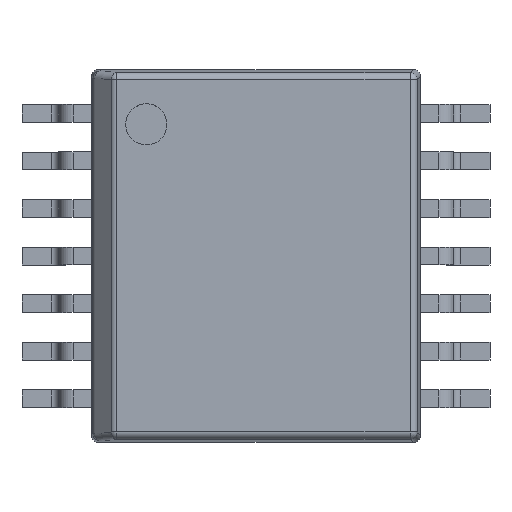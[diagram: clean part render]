
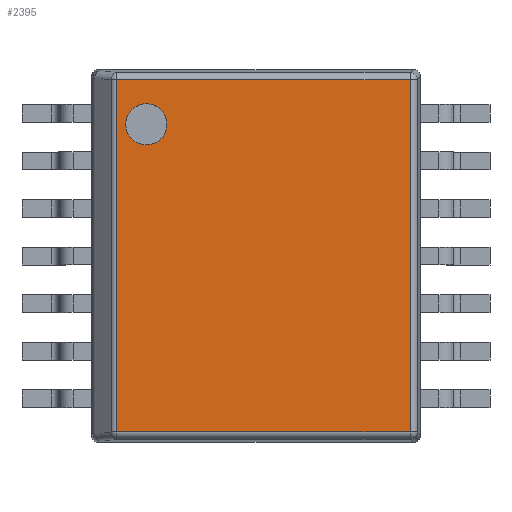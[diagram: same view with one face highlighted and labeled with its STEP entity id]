
A CAD part, top view. The second image highlights one B-rep face of the part: STEP entity #2395.
In plain terms, the highlighted planar face has unit normal (0, 0, 1).
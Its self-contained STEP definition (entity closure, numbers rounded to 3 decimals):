
#2218 = VERTEX_POINT('',#2219);
#2219 = CARTESIAN_POINT('',(0.341,4.957,1.2));
#2226 = EDGE_CURVE('',#2218,#2227,#2229,.T.);
#2227 = VERTEX_POINT('',#2228);
#2228 = CARTESIAN_POINT('',(4.357,4.957,1.2));
#2229 = LINE('',#2230,#2231);
#2230 = CARTESIAN_POINT('',(0.3,4.957,1.2));
#2231 = VECTOR('',#2232,1.);
#2232 = DIRECTION('',(1.,0.,0.));
#2293 = VERTEX_POINT('',#2294);
#2294 = CARTESIAN_POINT('',(4.357,0.143,1.2));
#2301 = EDGE_CURVE('',#2302,#2293,#2304,.T.);
#2302 = VERTEX_POINT('',#2303);
#2303 = CARTESIAN_POINT('',(0.341,0.143,1.2));
#2304 = LINE('',#2305,#2306);
#2305 = CARTESIAN_POINT('',(0.3,0.143,1.2));
#2306 = VECTOR('',#2307,1.);
#2307 = DIRECTION('',(1.,-0.,0.));
#2332 = EDGE_CURVE('',#2302,#2218,#2333,.T.);
#2333 = LINE('',#2334,#2335);
#2334 = CARTESIAN_POINT('',(0.341,0.053,1.2));
#2335 = VECTOR('',#2336,1.);
#2336 = DIRECTION('',(0.,1.,0.));
#2395 = ADVANCED_FACE('',(#2396,#2407),#2418,.T.);
#2396 = FACE_BOUND('',#2397,.T.);
#2397 = EDGE_LOOP('',(#2398,#2399,#2400,#2401));
#2398 = ORIENTED_EDGE('',*,*,#2226,.F.);
#2399 = ORIENTED_EDGE('',*,*,#2332,.F.);
#2400 = ORIENTED_EDGE('',*,*,#2301,.T.);
#2401 = ORIENTED_EDGE('',*,*,#2402,.T.);
#2402 = EDGE_CURVE('',#2293,#2227,#2403,.T.);
#2403 = LINE('',#2404,#2405);
#2404 = CARTESIAN_POINT('',(4.357,0.053,1.2));
#2405 = VECTOR('',#2406,1.);
#2406 = DIRECTION('',(0.,1.,-0.));
#2407 = FACE_BOUND('',#2408,.T.);
#2408 = EDGE_LOOP('',(#2409));
#2409 = ORIENTED_EDGE('',*,*,#2410,.F.);
#2410 = EDGE_CURVE('',#2411,#2411,#2413,.T.);
#2411 = VERTEX_POINT('',#2412);
#2412 = CARTESIAN_POINT('',(1.031,4.35,1.2));
#2413 = CIRCLE('',#2414,0.281);
#2414 = AXIS2_PLACEMENT_3D('',#2415,#2416,#2417);
#2415 = CARTESIAN_POINT('',(0.75,4.35,1.2));
#2416 = DIRECTION('',(0.,0.,1.));
#2417 = DIRECTION('',(1.,0.,-0.));
#2418 = PLANE('',#2419);
#2419 = AXIS2_PLACEMENT_3D('',#2420,#2421,#2422);
#2420 = CARTESIAN_POINT('',(0.,0.,1.2));
#2421 = DIRECTION('',(0.,0.,1.));
#2422 = DIRECTION('',(1.,0.,-0.));
